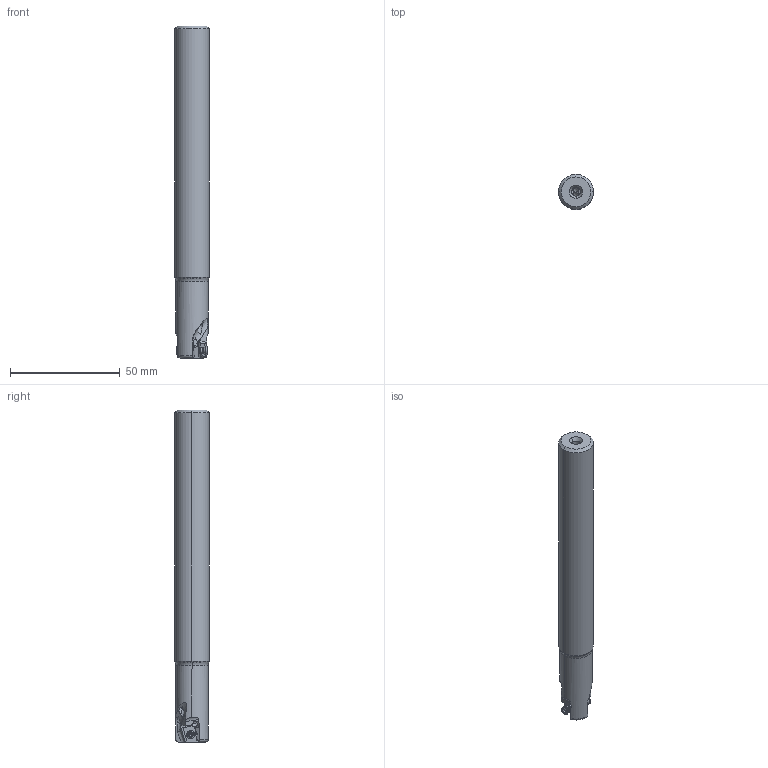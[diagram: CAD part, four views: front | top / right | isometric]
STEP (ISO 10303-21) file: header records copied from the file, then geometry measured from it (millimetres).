
FILE_DESCRIPTION(/* description */ (''),/* implementation_level */ '2;1');
FILE_NAME(/* name */ 'VPX200UR1002SA10L.stp',/* time_stamp */ '2021-09-08T11:38:55+09:00',/* author */ (''),/* organization */ (''),/* preprocessor_version */ 'ST-DEVELOPER v16',/* originating_system */ 'SIEMENS PLM Software NX 10.0',/* authorisation */ '');
FILE_SCHEMA (('AUTOMOTIVE_DESIGN { 1 0 10303 214 3 1 1 1 }'));
Length unit declared in the file: millimetre
Products named in the file (1): VPX200UR1002SA10L_ASM
Bounding box: 15.88 x 15.88 x 151.05 mm (x, y, z)
Volume: 26338.1 mm3; surface area: 9753.9 mm2
Topology: 3 solids, 3 shells, 205 faces, 567 edges, 369 vertices
Faces by surface type: cylinder 88, plane 55, cone 30, torus 16, extrusion 8, bspline 4, sphere 4
Entity records: 8669 total; most frequent: CARTESIAN_POINT 3414, ORIENTED_EDGE 1118, DIRECTION 1052, EDGE_CURVE 559, AXIS2_PLACEMENT_3D 425, VERTEX_POINT 364, EDGE_LOOP 215, ADVANCED_FACE 205
